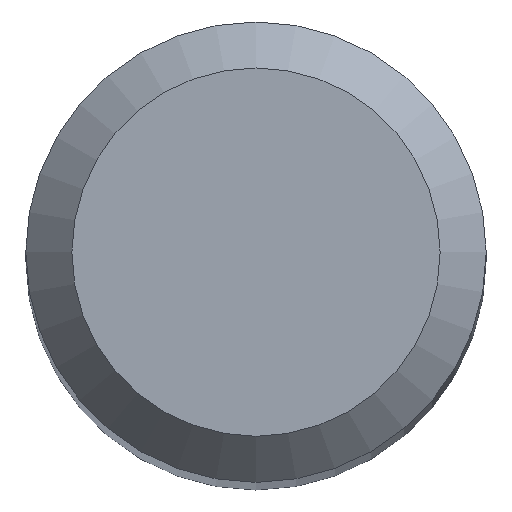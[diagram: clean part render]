
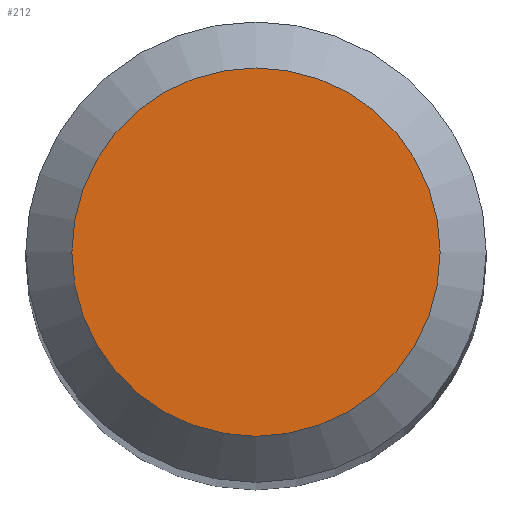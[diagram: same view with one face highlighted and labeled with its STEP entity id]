
A CAD part, top view. The second image highlights one B-rep face of the part: STEP entity #212.
In plain terms, the highlighted planar face has unit normal (0, 0, 1).
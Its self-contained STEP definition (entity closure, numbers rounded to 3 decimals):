
#18 = DIRECTION ( 'NONE',  ( 0., 1., 0. ) ) ;
#44 = DIRECTION ( 'NONE',  ( 0., 0., -1. ) ) ;
#51 = ORIENTED_EDGE ( 'NONE', *, *, #77, .F. ) ;
#54 = EDGE_LOOP ( 'NONE', ( #51 ) ) ;
#77 = EDGE_CURVE ( 'NONE', #245, #245, #290, .T. ) ;
#152 = PLANE ( 'NONE',  #259 ) ;
#183 = DIRECTION ( 'NONE',  ( 0., 1., 0. ) ) ;
#191 = AXIS2_PLACEMENT_3D ( 'NONE', #235, #44, #18 ) ;
#208 = FACE_OUTER_BOUND ( 'NONE', #54, .T. ) ;
#212 = ADVANCED_FACE ( 'NONE', ( #208 ), #152, .F. ) ;
#235 = CARTESIAN_POINT ( 'NONE',  ( 0., 0., 50. ) ) ;
#245 = VERTEX_POINT ( 'NONE', #249 ) ;
#249 = CARTESIAN_POINT ( 'NONE',  ( 0., 1.2, 50. ) ) ;
#252 = CARTESIAN_POINT ( 'NONE',  ( 0., 0., 50. ) ) ;
#259 = AXIS2_PLACEMENT_3D ( 'NONE', #252, #297, #183 ) ;
#290 = CIRCLE ( 'NONE', #191, 1.2 ) ;
#297 = DIRECTION ( 'NONE',  ( 0., 0., -1. ) ) ;
